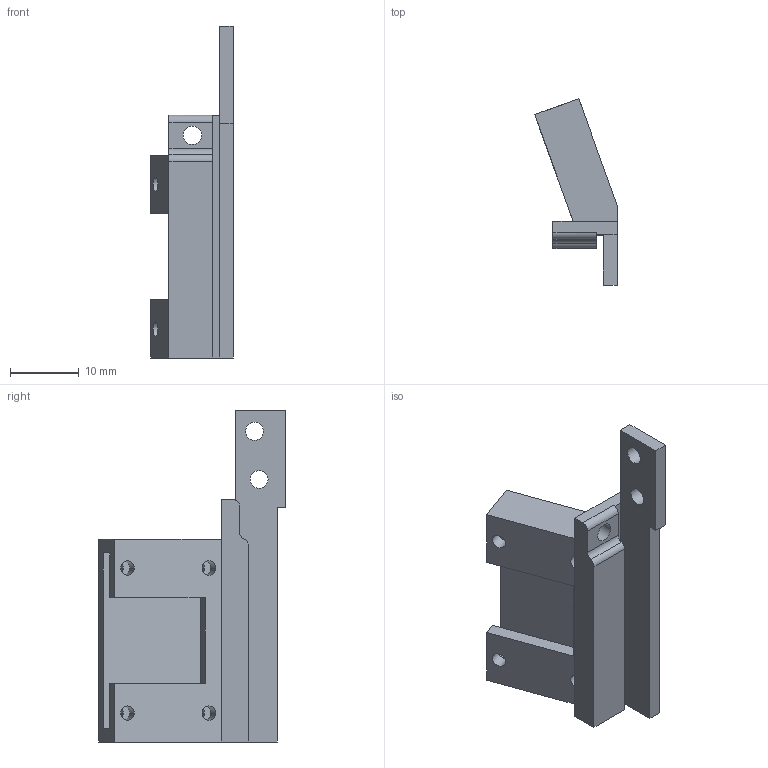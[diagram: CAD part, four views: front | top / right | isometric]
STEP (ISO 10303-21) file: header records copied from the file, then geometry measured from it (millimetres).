
FILE_DESCRIPTION(/* description */ (''),/* implementation_level */ '2;1');
FILE_NAME(/* name */ 'Soporte Cámara.stp',/* time_stamp */ '2020-08-22T16:37:56-04:00',/* author */ ('javic'),/* organization */ (''),/* preprocessor_version */ 'ST-DEVELOPER v18.1',/* originating_system */ 'Autodesk Inventor 2020',/* authorisation */ '');
FILE_SCHEMA (('AUTOMOTIVE_DESIGN { 1 0 10303 214 3 1 1 }'));
Length unit declared in the file: millimetre
Products named in the file (1): Soporte v3
Bounding box: 11.98 x 27.14 x 48.3 mm (x, y, z)
Volume: 3574 mm3; surface area: 3686.9 mm2
Topology: 1 solids, 1 shells, 42 faces, 122 edges, 82 vertices
Faces by surface type: plane 28, cylinder 14
Full cylindrical faces by diameter (mm): 2.1 x8, 2.6 x2, 2.7 x1
Entity records: 1480 total; most frequent: CARTESIAN_POINT 247, ORIENTED_EDGE 244, DIRECTION 241, EDGE_CURVE 122, LINE 89, VECTOR 89, VERTEX_POINT 82, AXIS2_PLACEMENT_3D 76
